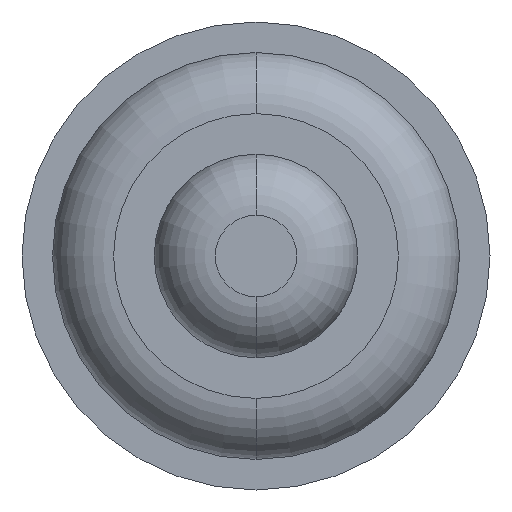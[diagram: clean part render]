
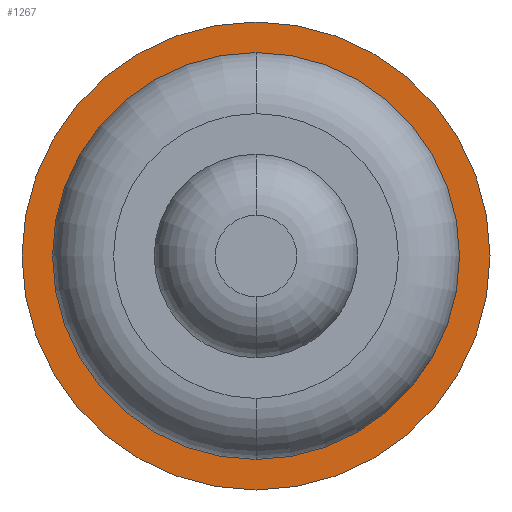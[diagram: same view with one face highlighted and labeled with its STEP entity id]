
A CAD part, front view. The second image highlights one B-rep face of the part: STEP entity #1267.
In plain terms, the highlighted planar face has unit normal (0, -1, 0).
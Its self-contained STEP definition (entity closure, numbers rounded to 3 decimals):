
#419 = EDGE_CURVE ( 'Defeature ausgef�hrt1_4+Defeature ausgef�hrt1_3+Defeature ausgef�hrt1_3+Defeature ausgef�hrt1_3', #2983, #4328, #2996, .T. ) ;
#595 = AXIS2_PLACEMENT_3D ( 'NONE', #936, #2935, #2320 ) ;
#812 = CIRCLE ( 'NONE', #595, 1.15 ) ;
#850 = CARTESIAN_POINT ( 'NONE',  ( 0., -2., 1. ) ) ;
#908 = DIRECTION ( 'NONE',  ( 0., 0., 1. ) ) ;
#936 = CARTESIAN_POINT ( 'NONE',  ( 0., -2., 0. ) ) ;
#1175 = VERTEX_POINT ( 'NONE', #4079 ) ;
#1267 = ADVANCED_FACE ( 'Defeature ausgef�hrt1_4', ( #3700, #2377 ), #1645, .T. ) ;
#1278 = DIRECTION ( 'NONE',  ( 0., 0., -1. ) ) ;
#1335 = CIRCLE ( 'NONE', #2903, 1. ) ;
#1392 = ORIENTED_EDGE ( 'NONE', *, *, #3367, .F. ) ;
#1498 = DIRECTION ( 'NONE',  ( 0., 1., 0. ) ) ;
#1511 = EDGE_CURVE ( 'Defeature ausgef�hrt1_5+Defeature ausgef�hrt1_4+Defeature ausgef�hrt1_4+Defeature ausgef�hrt1_4', #1175, #4017, #812, .T. ) ;
#1645 = PLANE ( 'NONE',  #2078 ) ;
#1686 = AXIS2_PLACEMENT_3D ( 'NONE', #3899, #1498, #4209 ) ;
#1825 = CARTESIAN_POINT ( 'NONE',  ( 0., -2., -1. ) ) ;
#1940 = DIRECTION ( 'NONE',  ( 0., 1., 0. ) ) ;
#2078 = AXIS2_PLACEMENT_3D ( 'NONE', #2925, #3276, #1278 ) ;
#2320 = DIRECTION ( 'NONE',  ( 0., 0., 1. ) ) ;
#2358 = ORIENTED_EDGE ( 'NONE', *, *, #2898, .T. ) ;
#2377 = FACE_OUTER_BOUND ( 'NONE', #4168, .T. ) ;
#2429 = DIRECTION ( 'NONE',  ( 0., 0., 1. ) ) ;
#2566 = AXIS2_PLACEMENT_3D ( 'NONE', #3921, #1940, #908 ) ;
#2898 = EDGE_CURVE ( 'Defeature ausgef�hrt1_4+Defeature ausgef�hrt1_3+Defeature ausgef�hrt1_3+Defeature ausgef�hrt1_3', #4328, #2983, #1335, .T. ) ;
#2903 = AXIS2_PLACEMENT_3D ( 'NONE', #3450, #3128, #2429 ) ;
#2918 = EDGE_LOOP ( 'NONE', ( #3342, #2358 ) ) ;
#2925 = CARTESIAN_POINT ( 'NONE',  ( -1.15, -2., 0. ) ) ;
#2935 = DIRECTION ( 'NONE',  ( 0., 1., 0. ) ) ;
#2983 = VERTEX_POINT ( 'NONE', #850 ) ;
#2996 = CIRCLE ( 'NONE', #1686, 1. ) ;
#3128 = DIRECTION ( 'NONE',  ( 0., 1., 0. ) ) ;
#3276 = DIRECTION ( 'NONE',  ( 0., -1., 0. ) ) ;
#3342 = ORIENTED_EDGE ( 'NONE', *, *, #419, .T. ) ;
#3367 = EDGE_CURVE ( 'Defeature ausgef�hrt1_5+Defeature ausgef�hrt1_4+Defeature ausgef�hrt1_4+Defeature ausgef�hrt1_4', #4017, #1175, #4325, .T. ) ;
#3450 = CARTESIAN_POINT ( 'NONE',  ( 0., -2., 0. ) ) ;
#3599 = CARTESIAN_POINT ( 'NONE',  ( 0., -2., -1.15 ) ) ;
#3700 = FACE_BOUND ( 'NONE', #2918, .T. ) ;
#3899 = CARTESIAN_POINT ( 'NONE',  ( 0., -2., 0. ) ) ;
#3911 = ORIENTED_EDGE ( 'NONE', *, *, #1511, .F. ) ;
#3921 = CARTESIAN_POINT ( 'NONE',  ( 0., -2., 0. ) ) ;
#4017 = VERTEX_POINT ( 'NONE', #3599 ) ;
#4079 = CARTESIAN_POINT ( 'NONE',  ( 0., -2., 1.15 ) ) ;
#4168 = EDGE_LOOP ( 'NONE', ( #3911, #1392 ) ) ;
#4209 = DIRECTION ( 'NONE',  ( 0., 0., 1. ) ) ;
#4325 = CIRCLE ( 'NONE', #2566, 1.15 ) ;
#4328 = VERTEX_POINT ( 'NONE', #1825 ) ;
